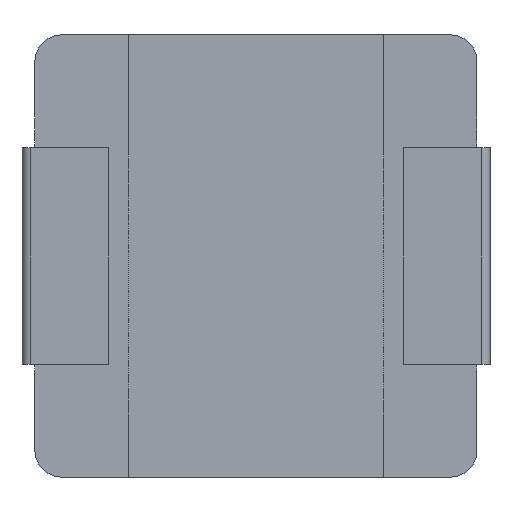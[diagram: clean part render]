
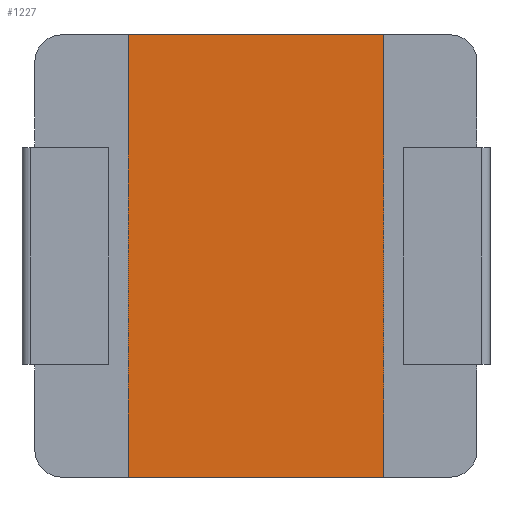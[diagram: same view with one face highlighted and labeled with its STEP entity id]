
A CAD part, front view. The second image highlights one B-rep face of the part: STEP entity #1227.
In plain terms, the highlighted planar face has unit normal (0, -1, 0).
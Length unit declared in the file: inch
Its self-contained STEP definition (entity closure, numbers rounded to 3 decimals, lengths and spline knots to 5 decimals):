
#14 = EDGE_LOOP ( 'NONE', ( #704, #1047, #872, #33 ) ) ;
#33 = ORIENTED_EDGE ( 'NONE', *, *, #305, .T. ) ;
#129 = LINE ( 'NONE', #973, #1014 ) ;
#176 = PLANE ( 'NONE',  #270 ) ;
#203 = VECTOR ( 'NONE', #1339, 39.37008 ) ;
#270 = AXIS2_PLACEMENT_3D ( 'NONE', #710, #286, #952 ) ;
#286 = DIRECTION ( 'NONE',  ( 0., 1., 0. ) ) ;
#305 = EDGE_CURVE ( 'NONE', #740, #359, #495, .T. ) ;
#345 = VERTEX_POINT ( 'NONE', #1009 ) ;
#359 = VERTEX_POINT ( 'NONE', #815 ) ;
#442 = DIRECTION ( 'NONE',  ( 0., 0., 1. ) ) ;
#495 = LINE ( 'NONE', #578, #203 ) ;
#513 = VECTOR ( 'NONE', #779, 39.37008 ) ;
#526 = DIRECTION ( 'NONE',  ( -1., 0., 0. ) ) ;
#578 = CARTESIAN_POINT ( 'NONE',  ( -0.07375, 0.01, -0.1275 ) ) ;
#658 = EDGE_CURVE ( 'NONE', #951, #740, #129, .T. ) ;
#704 = ORIENTED_EDGE ( 'NONE', *, *, #807, .F. ) ;
#710 = CARTESIAN_POINT ( 'NONE',  ( -0.1275, 0.01, -0.1275 ) ) ;
#740 = VERTEX_POINT ( 'NONE', #963 ) ;
#779 = DIRECTION ( 'NONE',  ( -1., 0., 0. ) ) ;
#807 = EDGE_CURVE ( 'NONE', #345, #359, #841, .T. ) ;
#815 = CARTESIAN_POINT ( 'NONE',  ( -0.07375, 0.01, -0.1275 ) ) ;
#841 = LINE ( 'NONE', #1099, #513 ) ;
#872 = ORIENTED_EDGE ( 'NONE', *, *, #658, .T. ) ;
#951 = VERTEX_POINT ( 'NONE', #1000 ) ;
#952 = DIRECTION ( 'NONE',  ( 0., 0., 1. ) ) ;
#953 = EDGE_CURVE ( 'NONE', #345, #951, #1407, .T. ) ;
#963 = CARTESIAN_POINT ( 'NONE',  ( -0.07375, 0.01, 0.1275 ) ) ;
#973 = CARTESIAN_POINT ( 'NONE',  ( -0.1275, 0.01, 0.1275 ) ) ;
#1000 = CARTESIAN_POINT ( 'NONE',  ( 0.07375, 0.01, 0.1275 ) ) ;
#1009 = CARTESIAN_POINT ( 'NONE',  ( 0.07375, 0.01, -0.1275 ) ) ;
#1014 = VECTOR ( 'NONE', #526, 39.37008 ) ;
#1047 = ORIENTED_EDGE ( 'NONE', *, *, #953, .T. ) ;
#1099 = CARTESIAN_POINT ( 'NONE',  ( -0.1275, 0.01, -0.1275 ) ) ;
#1105 = VECTOR ( 'NONE', #442, 39.37008 ) ;
#1128 = CARTESIAN_POINT ( 'NONE',  ( 0.07375, 0.01, -0.1275 ) ) ;
#1227 = ADVANCED_FACE ( 'NONE', ( #1240 ), #176, .F. ) ;
#1240 = FACE_OUTER_BOUND ( 'NONE', #14, .T. ) ;
#1339 = DIRECTION ( 'NONE',  ( 0., 0., -1. ) ) ;
#1407 = LINE ( 'NONE', #1128, #1105 ) ;
